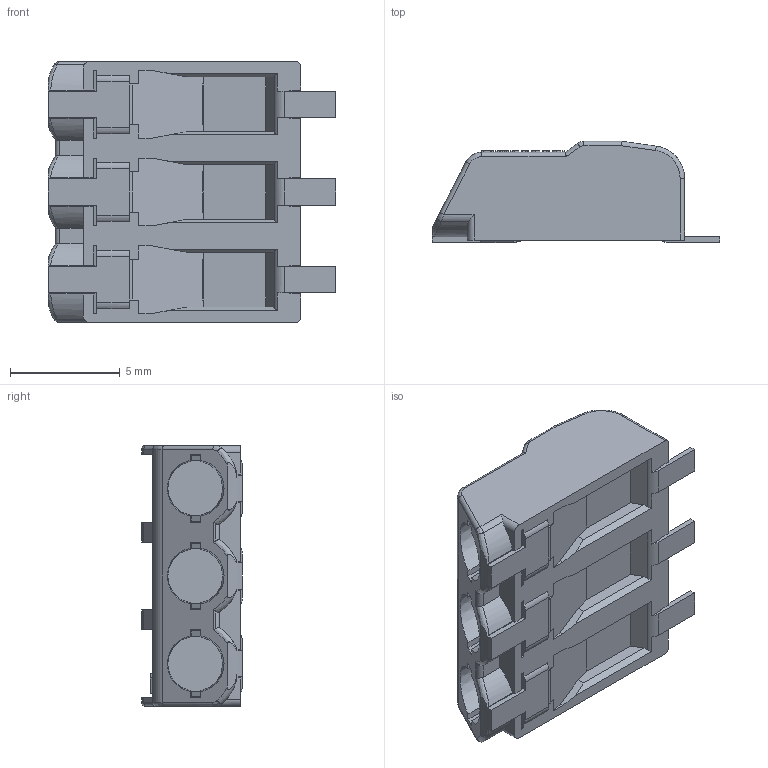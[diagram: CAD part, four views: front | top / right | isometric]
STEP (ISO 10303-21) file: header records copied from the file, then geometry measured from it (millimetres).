
FILE_DESCRIPTION (( 'STEP AP203' ), '1' );
FILE_NAME ('M-FLT-S32WR-00-REVT2.STEP', '2023-04-05T13:56:36', ( '' ), ( '' ), 'SwSTEP 2.0', 'SolidWorks 2021', '' );
FILE_SCHEMA (( 'CONFIG_CONTROL_DESIGN' ));
Length unit declared in the file: millimetre
Products named in the file (1): M-FLT-S32WR-00-REVT2
Bounding box: 13.1 x 4.6 x 11.9 mm (x, y, z)
Volume: 439.3 mm3; surface area: 583.1 mm2
Topology: 1 solids, 1 shells, 462 faces, 1289 edges, 847 vertices
Faces by surface type: plane 322, cylinder 71, bspline 60, cone 9
Entity records: 17684 total; most frequent: CARTESIAN_POINT 6462, ORIENTED_EDGE 2578, DIRECTION 1856, EDGE_CURVE 1289, VECTOR 938, LINE 938, VERTEX_POINT 847, EDGE_LOOP 498
